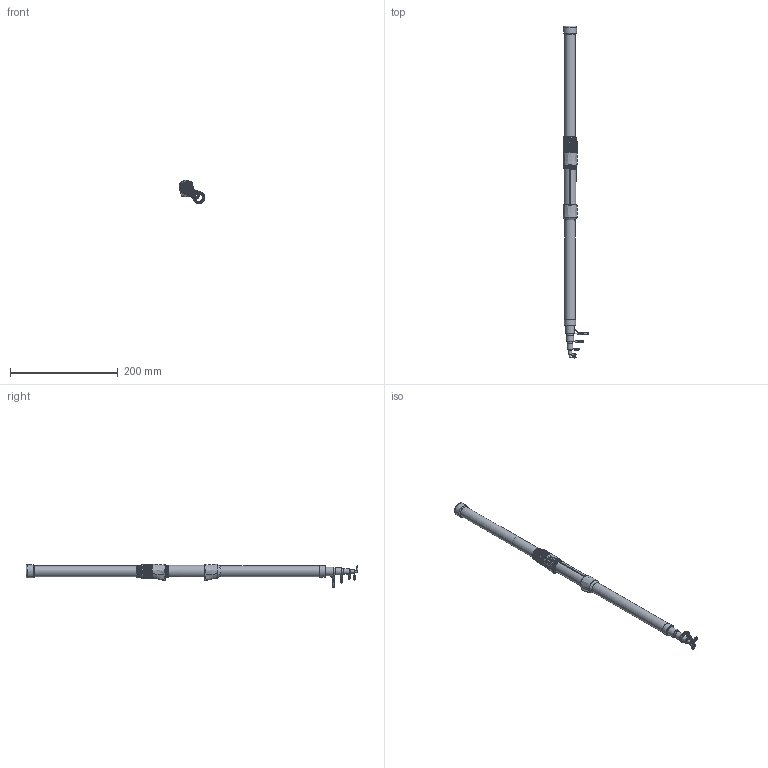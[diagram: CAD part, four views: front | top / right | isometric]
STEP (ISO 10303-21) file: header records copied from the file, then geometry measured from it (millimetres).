
FILE_DESCRIPTION(/* description */ (''),/* implementation_level */ '2;1');
FILE_NAME(/* name */ 'canna da pesca.stp',/* time_stamp */ '2018-10-28T12:51:57+01:00',/* author */ ('paolo'),/* organization */ (''),/* preprocessor_version */ 'ST-DEVELOPER v16.13',/* originating_system */ 'Autodesk Inventor 2018',/* authorisation */ '');
FILE_SCHEMA (('AUTOMOTIVE_DESIGN { 1 0 10303 214 3 1 1 }'));
Length unit declared in the file: millimetre
Products named in the file (21): Assieme-canna; Anello-1; Anello-2; Anello-3; Parte4; anello5; sezione 1; sezione 2; sezione 3; sezione 4; sezione 5; sezione 6; Tappo; Solido24; Solido25; Solido26; ghiera; Solido28; Solido29; Solido6_1; Solido2_1
Assembly tree (20 placements, depth 2):
  Assieme-canna
    Anello-1
    Anello-2
    Anello-3
    Parte4
    anello5
    sezione 1
    sezione 2
    sezione 3
    sezione 4
    sezione 5
    sezione 6
    Tappo
    Solido24
    Solido25
    Solido26
    ghiera
    Solido28
    Solido29
    Solido6_1
    Solido2_1
Bounding box: 47.98 x 616.01 x 43.16 mm (x, y, z)
Volume: 114522 mm3; surface area: 218776.3 mm2
Topology: 25 solids, 25 shells, 541 faces, 1353 edges, 894 vertices
Faces by surface type: plane 296, cylinder 112, bspline 97, torus 25, cone 11
Full cylindrical faces by diameter (mm): 2 x1, 3 x2, 4 x1, 5 x1, 5.5 x1, 6 x2, 6.5 x1, 8 x2, 9 x2, 10 x3, 12 x1, 13 x1, 14 x1, 15 x3, 16 x1, 18 x1, 20 x4, 21 x3, 22 x1, 24 x1, 26 x1
Entity records: 25672 total; most frequent: CARTESIAN_POINT 12181, ORIENTED_EDGE 2538, DIRECTION 2245, EDGE_CURVE 1269, VERTEX_POINT 885, AXIS2_PLACEMENT_3D 786, EDGE_LOOP 714, LINE 673
